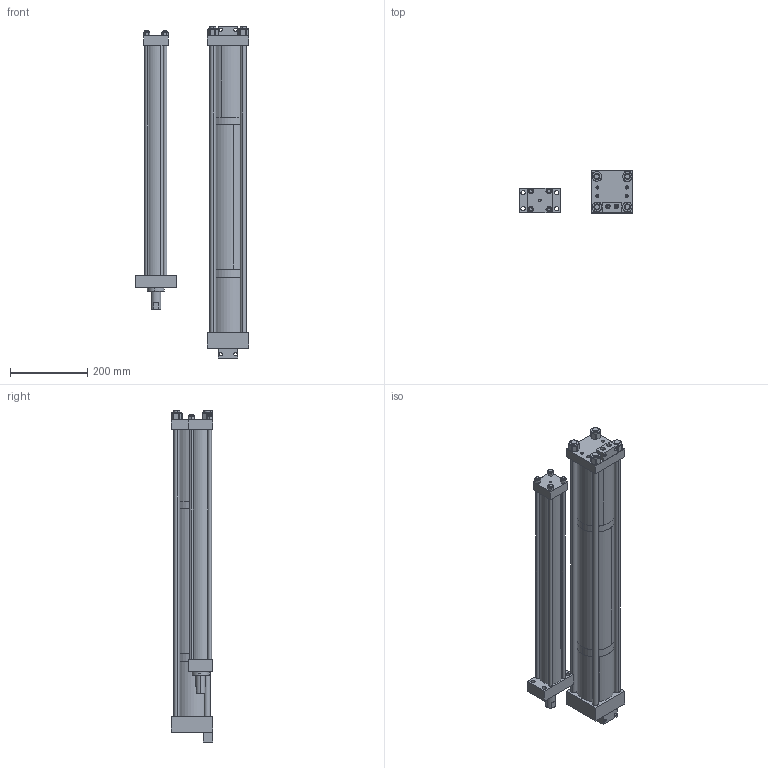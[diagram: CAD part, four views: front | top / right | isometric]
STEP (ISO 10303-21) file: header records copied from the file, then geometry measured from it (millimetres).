
FILE_DESCRIPTION (( 'STEP AP203' ), '1' );
FILE_NAME ('HPX-1-20.00-1.00-FH.STEP', '2018-05-02T14:55:53', ( '' ), ( '' ), 'SwSTEP 2.0', 'SolidWorks 2016', '' );
FILE_SCHEMA (( 'CONFIG_CONTROL_DESIGN' ));
Length unit declared in the file: inch
Products named in the file (19): E04BRK; F0103; E0413; ES0105_HPX-1-20-1; G0410; E0461_HPX1-8-1; NLN .375; E0101; HPX-1-20.00-1.00-FH; ES0414_HPX-1-8-1-FH; F0462; HPB-4-16.00-.50-S(1)_HPX-1-20.00-1.00-FH; E0464; E0104; E0159; E0411_HPX-1-20-1; E0463_HPX-1-20-1; NLN .625; E0160_HPX-1-20-1
Assembly tree (31 placements, depth 3):
  HPX-1-20.00-1.00-FH
    E0159
    E0104
    E0101
    F0103
    NLN .375  x4
    ES0105_HPX-1-20-1
    E0160_HPX-1-20-1  x4
    HPB-4-16.00-.50-S(1)_HPX-1-20.00-1.00-FH
      G0410
      E0413
      E0464
      NLN .625  x4
      F0462
      E04BRK  x2
      E0461_HPX1-8-1
      E0411_HPX-1-20-1
      ES0414_HPX-1-8-1-FH
      E0463_HPX-1-20-1  x4
Bounding box: 295.25 x 107.95 x 861.54 mm (x, y, z)
Volume: 3984372.5 mm3; surface area: 1136376.5 mm2
Topology: 30 solids, 30 shells, 589 faces, 1361 edges, 864 vertices
Faces by surface type: cylinder 306, plane 225, cone 58
Entity records: 15590 total; most frequent: CARTESIAN_POINT 2973, DIRECTION 2345, ORIENTED_EDGE 1926, EDGE_CURVE 963, AXIS2_PLACEMENT_3D 960, VERTEX_POINT 624, EDGE_LOOP 563, CIRCLE 500
